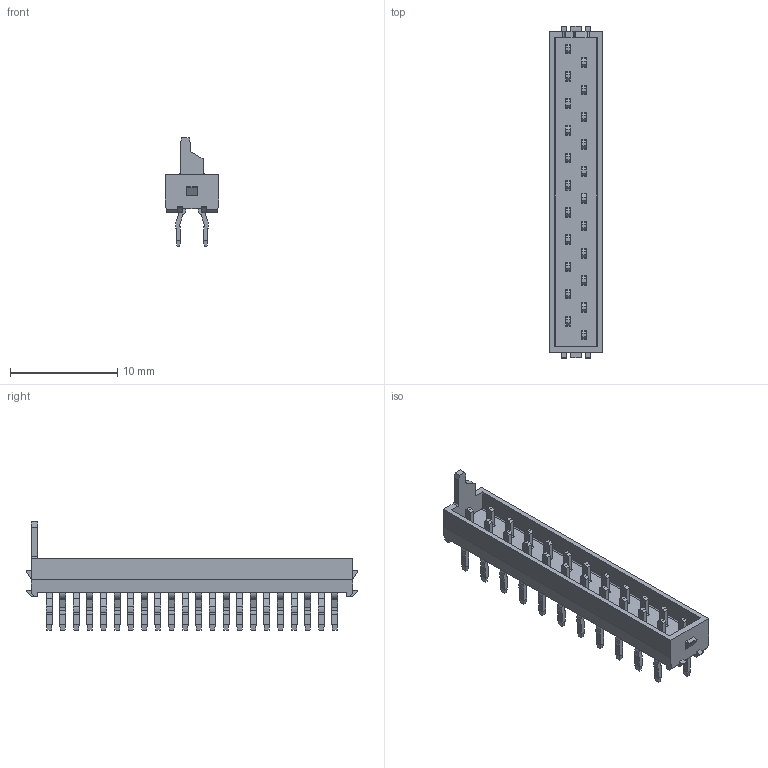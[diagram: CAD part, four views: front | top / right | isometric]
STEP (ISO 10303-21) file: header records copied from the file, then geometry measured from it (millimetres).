
FILE_DESCRIPTION(/* description */ ('Unknown'),/* implementation_level */ '2;1');
FILE_NAME(/* name */ 'J_Wurth_WR-MM_690357102272',/* time_stamp */ '2025-05-06T15:32:46+08:00',/* author */ ('Unknown'),/* organization */ ('Unknown'),/* preprocessor_version */ 'ST-DEVELOPER v19.4',/* originating_system */ 'Solid Edge',/* authorisation */ 'Unknown');
FILE_SCHEMA (('AUTOMOTIVE_DESIGN {1 0 10303 214 3 1 1}'));
Length unit declared in the file: millimetre
Products named in the file (2): J_Wurth_WR-MM_690357102272
Assembly tree (1 placements, depth 2):
  J_Wurth_WR-MM_690357102272
    J_Wurth_WR-MM_690357102272
Bounding box: 5 x 30.97 x 10.1 mm (x, y, z)
Volume: 286.8 mm3; surface area: 912.2 mm2
Topology: 1 solids, 45 shells, 1080 faces, 2612 edges, 1712 vertices
Faces by surface type: plane 766, cylinder 314
Entity records: 38855 total; most frequent: CARTESIAN_POINT 5406, DIRECTION 5404, ORIENTED_EDGE 5224, EDGE_CURVE 2612, LINE 1984, VECTOR 1984, VERTEX_POINT 1712, AXIS2_PLACEMENT_3D 1710
